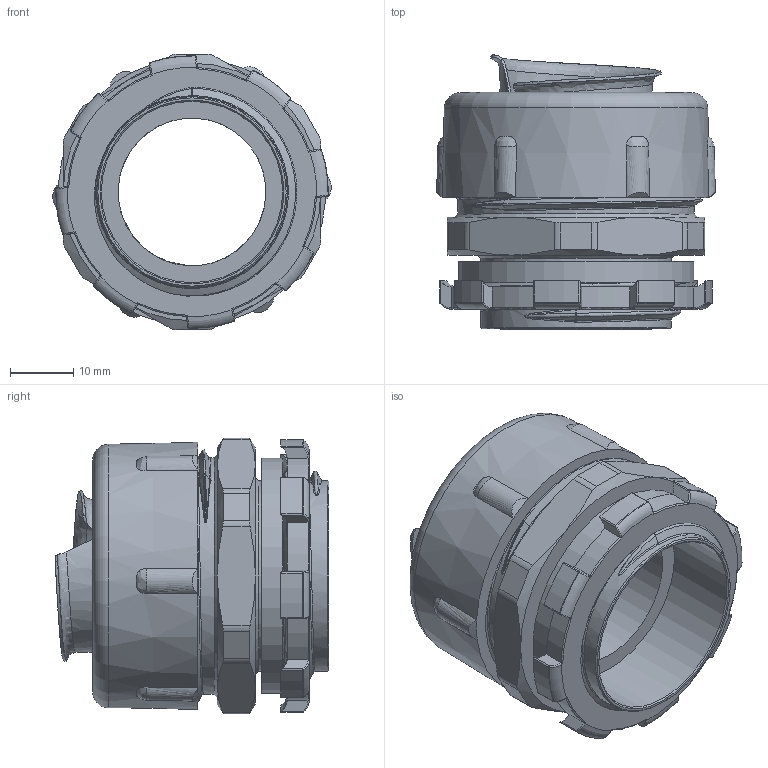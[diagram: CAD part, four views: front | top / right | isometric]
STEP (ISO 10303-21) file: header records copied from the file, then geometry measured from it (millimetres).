
FILE_DESCRIPTION(/* description */ (''),/* implementation_level */ '2;1');
FILE_NAME(/* name */ '',/* time_stamp */ '2025-06-23T12:40:22+07:00',/* author */ ('zeta-82'),/* organization */ (''),/* preprocessor_version */ 'ST-DEVELOPER v19.2',/* originating_system */ 'Autodesk Inventor 2024',/* authorisation */ '');
FILE_SCHEMA (('AUTOMOTIVE_DESIGN { 1 0 10303 214 3 1 1 }'));
Length unit declared in the file: millimetre
Products named in the file (1): ЗЭТА.105.310.000-08 РКН-
25
Bounding box: 43.93 x 43.2 x 43.47 mm (x, y, z)
Volume: 23342.5 mm3; surface area: 16268.8 mm2
Topology: 1 solids, 1 shells, 302 faces, 741 edges, 442 vertices
Faces by surface type: bspline 110, cylinder 76, plane 42, torus 35, cone 23, sphere 16
Full cylindrical faces by diameter (mm): 23.3 x1, 24.1 x1, 28.6 x1, 29.5 x1, 30.091 x2, 32.4 x1, 32.5 x1, 37.2 x1, 37.346 x1
Entity records: 15714 total; most frequent: CARTESIAN_POINT 9224, ORIENTED_EDGE 1472, DIRECTION 980, EDGE_CURVE 736, VERTEX_POINT 442, AXIS2_PLACEMENT_3D 428, B_SPLINE_CURVE_WITH_KNOTS 341, EDGE_LOOP 314
